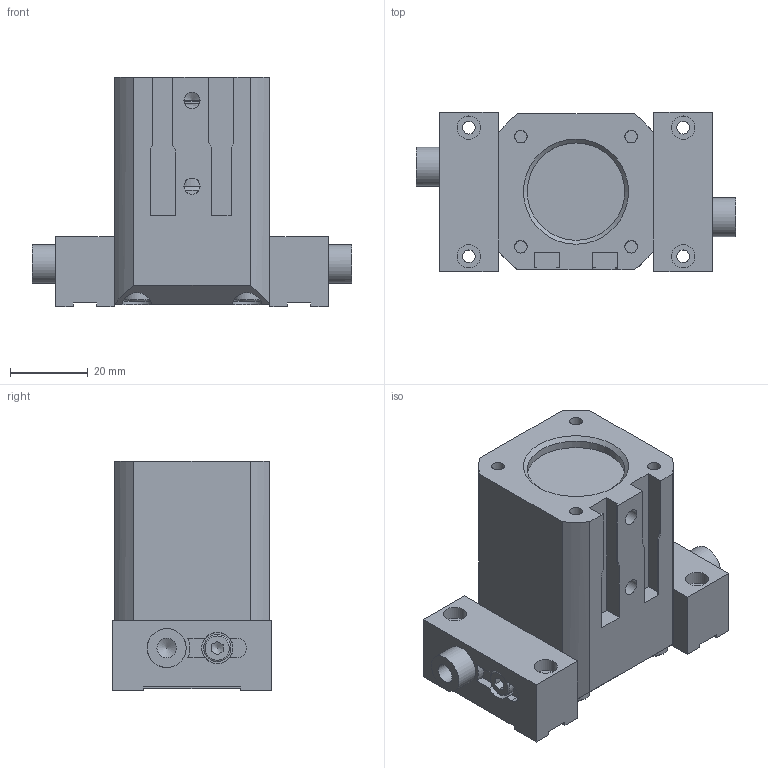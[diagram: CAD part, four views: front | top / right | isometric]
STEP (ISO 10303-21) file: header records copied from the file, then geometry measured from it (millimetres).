
FILE_DESCRIPTION((''),'2;1');
FILE_NAME('Baugruppe5.stp','2012-12-06T11:57:02',('dirk'),(''),'Autodesk Inventor 2011','Autodesk Inventor 2011','');
FILE_SCHEMA(('AUTOMOTIVE_DESIGN { 1 0 10303 214 1 1 1 1 }'));
Length unit declared in the file: millimetre
Products named in the file (3): Baugruppe5; G-GP050-l1-GS-ohne-Backen; G-GP050-UB+B1
Assembly tree (3 placements, depth 2):
  Baugruppe5
    G-GP050-l1-GS-ohne-Backen
    G-GP050-UB+B1  x2
Bounding box: 82 x 41 x 59 mm (x, y, z)
Volume: 95383.1 mm3; surface area: 44766.7 mm2
Topology: 3 solids, 21 shells, 404 faces, 1015 edges, 664 vertices
Faces by surface type: plane 229, cylinder 115, cone 34, torus 25, bspline 1
Full cylindrical faces by diameter (mm): 2.459 x2, 3.242 x10, 4 x6, 4.134 x2, 4.3 x4, 4.5 x2, 4.917 x1, 5 x2, 6 x5, 6.4 x1, 7 x6, 8 x8, 10 x8, 12 x8, 14 x1, 15 x2, 17 x2, 20 x1, 23 x2, 23.6 x2, 25 x1, 27 x1, 27.1 x2, 30 x5
Entity records: 10816 total; most frequent: CARTESIAN_POINT 3344, DIRECTION 1460, ORIENTED_EDGE 1250, EDGE_CURVE 625, AXIS2_PLACEMENT_3D 583, EDGE_LOOP 533, VERTEX_POINT 467, STYLED_ITEM 331
